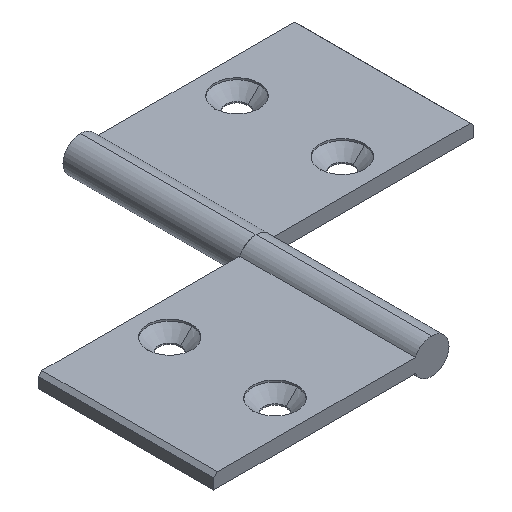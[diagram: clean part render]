
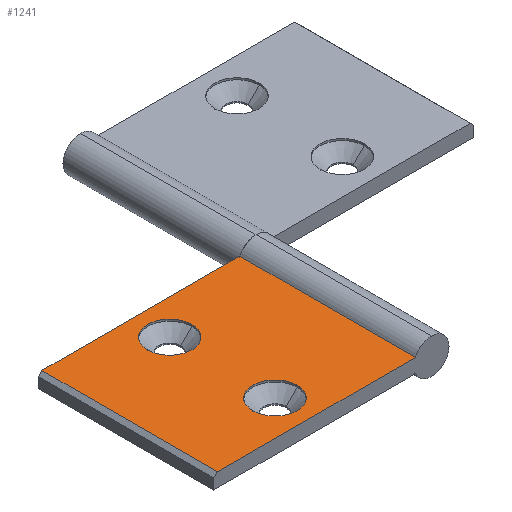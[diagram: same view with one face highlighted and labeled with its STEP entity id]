
A CAD part, isometric view. The second image highlights one B-rep face of the part: STEP entity #1241.
In plain terms, the highlighted planar face has unit normal (0, 0, 1).
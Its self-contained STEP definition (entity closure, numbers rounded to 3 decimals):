
#54 = LINE ( 'NONE', #567, #1288 ) ;
#75 = CARTESIAN_POINT ( 'NONE',  ( -61., 25., 2. ) ) ;
#94 = AXIS2_PLACEMENT_3D ( 'NONE', #218, #621, #338 ) ;
#134 = CIRCLE ( 'NONE', #539, 6.3 ) ;
#160 = CIRCLE ( 'NONE', #333, 6.3 ) ;
#218 = CARTESIAN_POINT ( 'NONE',  ( -34.583, -15., 2. ) ) ;
#227 = EDGE_CURVE ( 'NONE', #252, #1105, #773, .T. ) ;
#239 = CARTESIAN_POINT ( 'NONE',  ( -28.283, 15., 2. ) ) ;
#241 = VECTOR ( 'NONE', #1153, 1000. ) ;
#252 = VERTEX_POINT ( 'NONE', #335 ) ;
#263 = CARTESIAN_POINT ( 'NONE',  ( -4.583, 25., 2. ) ) ;
#264 = ORIENTED_EDGE ( 'NONE', *, *, #542, .F. ) ;
#324 = EDGE_LOOP ( 'NONE', ( #264, #424 ) ) ;
#333 = AXIS2_PLACEMENT_3D ( 'NONE', #334, #734, #1029 ) ;
#334 = CARTESIAN_POINT ( 'NONE',  ( -34.583, -15., 2. ) ) ;
#335 = CARTESIAN_POINT ( 'NONE',  ( -40.883, 15., 2. ) ) ;
#338 = DIRECTION ( 'NONE',  ( 1., 0., 0. ) ) ;
#342 = CARTESIAN_POINT ( 'NONE',  ( -34.583, 15., 2. ) ) ;
#353 = LINE ( 'NONE', #1251, #769 ) ;
#384 = VERTEX_POINT ( 'NONE', #1127 ) ;
#402 = DIRECTION ( 'NONE',  ( 0., -1., 0. ) ) ;
#424 = ORIENTED_EDGE ( 'NONE', *, *, #227, .F. ) ;
#455 = EDGE_CURVE ( 'NONE', #384, #1053, #160, .T. ) ;
#462 = DIRECTION ( 'NONE',  ( 1., 0., 0. ) ) ;
#470 = EDGE_LOOP ( 'NONE', ( #727, #1293 ) ) ;
#485 = FACE_OUTER_BOUND ( 'NONE', #757, .T. ) ;
#493 = EDGE_CURVE ( 'NONE', #1110, #1186, #955, .T. ) ;
#506 = FACE_BOUND ( 'NONE', #470, .T. ) ;
#539 = AXIS2_PLACEMENT_3D ( 'NONE', #850, #772, #861 ) ;
#541 = VERTEX_POINT ( 'NONE', #969 ) ;
#542 = EDGE_CURVE ( 'NONE', #1105, #252, #134, .T. ) ;
#549 = AXIS2_PLACEMENT_3D ( 'NONE', #697, #1179, #579 ) ;
#553 = EDGE_CURVE ( 'NONE', #541, #1186, #353, .T. ) ;
#567 = CARTESIAN_POINT ( 'NONE',  ( -61., 25., 2. ) ) ;
#577 = CARTESIAN_POINT ( 'NONE',  ( -4.583, -25., 2. ) ) ;
#579 = DIRECTION ( 'NONE',  ( -1., 0., 0. ) ) ;
#597 = VERTEX_POINT ( 'NONE', #599 ) ;
#599 = CARTESIAN_POINT ( 'NONE',  ( -61., 25., 2. ) ) ;
#617 = ORIENTED_EDGE ( 'NONE', *, *, #553, .T. ) ;
#621 = DIRECTION ( 'NONE',  ( 0., 0., 1. ) ) ;
#697 = CARTESIAN_POINT ( 'NONE',  ( -61., 25., 2. ) ) ;
#727 = ORIENTED_EDGE ( 'NONE', *, *, #952, .F. ) ;
#734 = DIRECTION ( 'NONE',  ( 0., 0., 1. ) ) ;
#757 = EDGE_LOOP ( 'NONE', ( #617, #1149, #819, #908 ) ) ;
#769 = VECTOR ( 'NONE', #1244, 1000. ) ;
#772 = DIRECTION ( 'NONE',  ( 0., 0., 1. ) ) ;
#773 = CIRCLE ( 'NONE', #961, 6.3 ) ;
#819 = ORIENTED_EDGE ( 'NONE', *, *, #1033, .F. ) ;
#850 = CARTESIAN_POINT ( 'NONE',  ( -34.583, 15., 2. ) ) ;
#861 = DIRECTION ( 'NONE',  ( 1., 0., 0. ) ) ;
#908 = ORIENTED_EDGE ( 'NONE', *, *, #1280, .T. ) ;
#934 = DIRECTION ( 'NONE',  ( 0., 0., 1. ) ) ;
#952 = EDGE_CURVE ( 'NONE', #1053, #384, #1187, .T. ) ;
#955 = LINE ( 'NONE', #263, #241 ) ;
#961 = AXIS2_PLACEMENT_3D ( 'NONE', #342, #934, #1128 ) ;
#967 = VECTOR ( 'NONE', #402, 1000. ) ;
#969 = CARTESIAN_POINT ( 'NONE',  ( -61., -25., 2. ) ) ;
#1029 = DIRECTION ( 'NONE',  ( 1., 0., 0. ) ) ;
#1033 = EDGE_CURVE ( 'NONE', #597, #1110, #54, .T. ) ;
#1053 = VERTEX_POINT ( 'NONE', #1240 ) ;
#1080 = LINE ( 'NONE', #75, #967 ) ;
#1091 = PLANE ( 'NONE',  #549 ) ;
#1105 = VERTEX_POINT ( 'NONE', #239 ) ;
#1110 = VERTEX_POINT ( 'NONE', #1162 ) ;
#1127 = CARTESIAN_POINT ( 'NONE',  ( -40.883, -15., 2. ) ) ;
#1128 = DIRECTION ( 'NONE',  ( 1., 0., 0. ) ) ;
#1149 = ORIENTED_EDGE ( 'NONE', *, *, #493, .F. ) ;
#1153 = DIRECTION ( 'NONE',  ( 0., -1., 0. ) ) ;
#1162 = CARTESIAN_POINT ( 'NONE',  ( -4.583, 25., 2. ) ) ;
#1179 = DIRECTION ( 'NONE',  ( 0., 0., -1. ) ) ;
#1186 = VERTEX_POINT ( 'NONE', #577 ) ;
#1187 = CIRCLE ( 'NONE', #94, 6.3 ) ;
#1240 = CARTESIAN_POINT ( 'NONE',  ( -28.283, -15., 2. ) ) ;
#1241 = ADVANCED_FACE ( 'NONE', ( #1291, #506, #485 ), #1091, .F. ) ;
#1244 = DIRECTION ( 'NONE',  ( 1., 0., 0. ) ) ;
#1251 = CARTESIAN_POINT ( 'NONE',  ( -61., -25., 2. ) ) ;
#1280 = EDGE_CURVE ( 'NONE', #597, #541, #1080, .T. ) ;
#1288 = VECTOR ( 'NONE', #462, 1000. ) ;
#1291 = FACE_BOUND ( 'NONE', #324, .T. ) ;
#1293 = ORIENTED_EDGE ( 'NONE', *, *, #455, .F. ) ;
